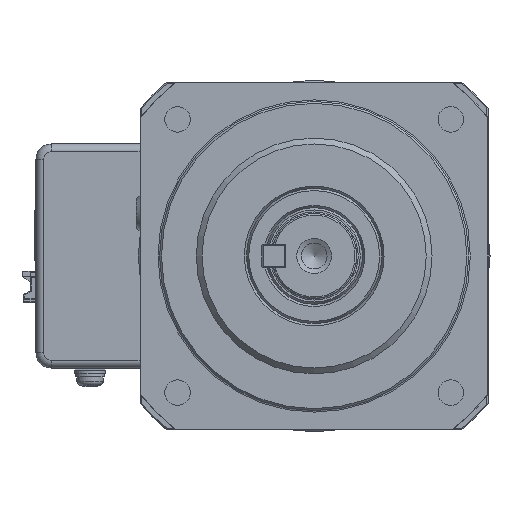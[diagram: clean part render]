
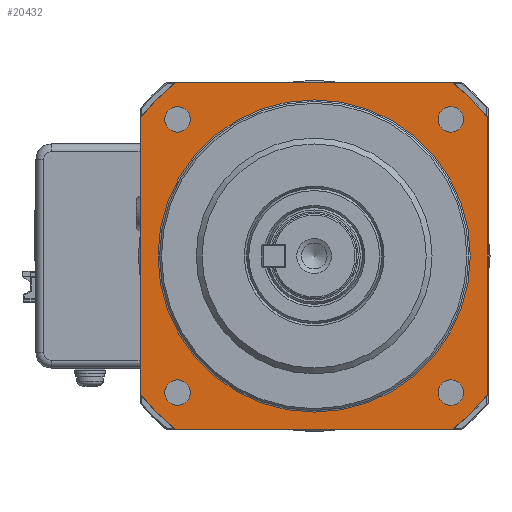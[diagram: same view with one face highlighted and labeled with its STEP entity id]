
A CAD part, left-side view. The second image highlights one B-rep face of the part: STEP entity #20432.
In plain terms, the highlighted face is planar.
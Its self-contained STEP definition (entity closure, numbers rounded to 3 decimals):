
#3602 = VERTEX_POINT ( 'NONE', #16458 ) ;
#4163 = VERTEX_POINT ( 'NONE', #75587 ) ;
#8649 = CARTESIAN_POINT ( 'NONE',  ( -44.9, -49.39, 0. ) ) ;
#10262 = LINE ( 'NONE', #8649, #96333 ) ;
#11994 = ORIENTED_EDGE ( 'NONE', *, *, #133042, .T. ) ;
#13504 = CARTESIAN_POINT ( 'NONE',  ( -35.355, -35.355, 0. ) ) ;
#13551 = EDGE_LOOP ( 'NONE', ( #115159 ) ) ;
#14080 = AXIS2_PLACEMENT_3D ( 'NONE', #84577, #124881, #151419 ) ;
#14983 = LINE ( 'NONE', #30603, #60193 ) ;
#15660 = ORIENTED_EDGE ( 'NONE', *, *, #136546, .T. ) ;
#16458 = CARTESIAN_POINT ( 'NONE',  ( 35.76, 44.9, 0. ) ) ;
#18410 = FACE_OUTER_BOUND ( 'NONE', #133522, .T. ) ;
#19109 = VERTEX_POINT ( 'NONE', #91202 ) ;
#19570 = DIRECTION ( 'NONE',  ( 0., 0., 1. ) ) ;
#20432 = ADVANCED_FACE ( 'NONE', ( #104478, #18410, #175533, #147507, #149769, #132504 ), #54757, .T. ) ;
#22601 = CARTESIAN_POINT ( 'NONE',  ( 0., 0., 0. ) ) ;
#23281 = CARTESIAN_POINT ( 'NONE',  ( 38.655, -35.355, 0. ) ) ;
#23392 = CARTESIAN_POINT ( 'NONE',  ( 35.355, -35.355, 0. ) ) ;
#23630 = DIRECTION ( 'NONE',  ( 0., 1., 0. ) ) ;
#26379 = CIRCLE ( 'NONE', #92779, 3.3 ) ;
#30603 = CARTESIAN_POINT ( 'NONE',  ( -49.39, -44.9, 0. ) ) ;
#30999 = CARTESIAN_POINT ( 'NONE',  ( -35.355, 35.355, 0. ) ) ;
#36412 = DIRECTION ( 'NONE',  ( 1., 0., 0. ) ) ;
#37133 = CIRCLE ( 'NONE', #40969, 57.4 ) ;
#37230 = DIRECTION ( 'NONE',  ( 0., 0., 1. ) ) ;
#40439 = CARTESIAN_POINT ( 'NONE',  ( -44.9, -35.76, 0. ) ) ;
#40904 = DIRECTION ( 'NONE',  ( 1., 0., 0. ) ) ;
#40969 = AXIS2_PLACEMENT_3D ( 'NONE', #136323, #150086, #123004 ) ;
#41436 = VERTEX_POINT ( 'NONE', #113761 ) ;
#42211 = EDGE_LOOP ( 'NONE', ( #126563 ) ) ;
#44666 = EDGE_CURVE ( 'NONE', #3602, #77519, #82866, .T. ) ;
#44877 = DIRECTION ( 'NONE',  ( 1., 0., 0. ) ) ;
#44908 = DIRECTION ( 'NONE',  ( 0., 0., -1. ) ) ;
#47260 = LINE ( 'NONE', #124023, #159111 ) ;
#49328 = AXIS2_PLACEMENT_3D ( 'NONE', #96774, #67982, #40904 ) ;
#50562 = EDGE_CURVE ( 'NONE', #103889, #143132, #115484, .T. ) ;
#52100 = VERTEX_POINT ( 'NONE', #40439 ) ;
#53826 = DIRECTION ( 'NONE',  ( 0., 0., 1. ) ) ;
#54757 = PLANE ( 'NONE',  #49328 ) ;
#55949 = CIRCLE ( 'NONE', #14080, 57.4 ) ;
#56620 = EDGE_CURVE ( 'NONE', #41436, #52100, #10262, .T. ) ;
#58165 = AXIS2_PLACEMENT_3D ( 'NONE', #23392, #37230, #161131 ) ;
#60029 = VERTEX_POINT ( 'NONE', #23281 ) ;
#60193 = VECTOR ( 'NONE', #140690, 1000. ) ;
#61086 = CARTESIAN_POINT ( 'NONE',  ( 35.355, 35.355, 0. ) ) ;
#61400 = AXIS2_PLACEMENT_3D ( 'NONE', #74911, #44908, #141132 ) ;
#61627 = EDGE_CURVE ( 'NONE', #77519, #41436, #55949, .T. ) ;
#62271 = VERTEX_POINT ( 'NONE', #153296 ) ;
#63795 = EDGE_LOOP ( 'NONE', ( #146457 ) ) ;
#67982 = DIRECTION ( 'NONE',  ( 0., 0., 1. ) ) ;
#72427 = VERTEX_POINT ( 'NONE', #136557 ) ;
#74911 = CARTESIAN_POINT ( 'NONE',  ( 0., 0., 0. ) ) ;
#75587 = CARTESIAN_POINT ( 'NONE',  ( 40.4, 0., 0. ) ) ;
#77519 = VERTEX_POINT ( 'NONE', #176765 ) ;
#77934 = VERTEX_POINT ( 'NONE', #95281 ) ;
#81293 = DIRECTION ( 'NONE',  ( 0., 0., 1. ) ) ;
#82866 = LINE ( 'NONE', #177244, #102191 ) ;
#84577 = CARTESIAN_POINT ( 'NONE',  ( 0., 0., 0. ) ) ;
#85459 = EDGE_CURVE ( 'NONE', #52100, #77934, #37133, .T. ) ;
#85602 = CARTESIAN_POINT ( 'NONE',  ( 35.76, -44.9, 0. ) ) ;
#87106 = CIRCLE ( 'NONE', #122872, 3.3 ) ;
#89031 = ORIENTED_EDGE ( 'NONE', *, *, #61627, .T. ) ;
#91202 = CARTESIAN_POINT ( 'NONE',  ( -32.055, -35.355, 0. ) ) ;
#92779 = AXIS2_PLACEMENT_3D ( 'NONE', #13504, #53826, #177716 ) ;
#93332 = AXIS2_PLACEMENT_3D ( 'NONE', #22601, #104929, #36412 ) ;
#93827 = EDGE_LOOP ( 'NONE', ( #11994 ) ) ;
#95281 = CARTESIAN_POINT ( 'NONE',  ( -35.76, -44.9, 0. ) ) ;
#95733 = CARTESIAN_POINT ( 'NONE',  ( 0., 0., 0. ) ) ;
#96333 = VECTOR ( 'NONE', #104772, 1000. ) ;
#96774 = CARTESIAN_POINT ( 'NONE',  ( -49.39, -49.39, 0. ) ) ;
#99951 = ORIENTED_EDGE ( 'NONE', *, *, #44666, .T. ) ;
#100204 = EDGE_CURVE ( 'NONE', #62271, #62271, #120271, .T. ) ;
#102191 = VECTOR ( 'NONE', #148938, 1000. ) ;
#103889 = VERTEX_POINT ( 'NONE', #85602 ) ;
#104478 = FACE_BOUND ( 'NONE', #93827, .T. ) ;
#104772 = DIRECTION ( 'NONE',  ( 0., -1., 0. ) ) ;
#104929 = DIRECTION ( 'NONE',  ( 0., 0., 1. ) ) ;
#105022 = CARTESIAN_POINT ( 'NONE',  ( 38.655, 35.355, 0. ) ) ;
#107159 = CIRCLE ( 'NONE', #61400, 40.4 ) ;
#109558 = DIRECTION ( 'NONE',  ( 1., 0., 0. ) ) ;
#109772 = ORIENTED_EDGE ( 'NONE', *, *, #50562, .T. ) ;
#110342 = ORIENTED_EDGE ( 'NONE', *, *, #166804, .T. ) ;
#112996 = EDGE_LOOP ( 'NONE', ( #161312 ) ) ;
#113761 = CARTESIAN_POINT ( 'NONE',  ( -44.9, 35.76, 0. ) ) ;
#115159 = ORIENTED_EDGE ( 'NONE', *, *, #100204, .F. ) ;
#115484 = CIRCLE ( 'NONE', #93332, 57.4 ) ;
#120271 = CIRCLE ( 'NONE', #174342, 3.3 ) ;
#122872 = AXIS2_PLACEMENT_3D ( 'NONE', #61086, #19570, #157299 ) ;
#123004 = DIRECTION ( 'NONE',  ( 1., 0., 0. ) ) ;
#124023 = CARTESIAN_POINT ( 'NONE',  ( 44.9, -49.39, 0. ) ) ;
#124510 = VERTEX_POINT ( 'NONE', #105022 ) ;
#124881 = DIRECTION ( 'NONE',  ( 0., 0., 1. ) ) ;
#126233 = ORIENTED_EDGE ( 'NONE', *, *, #56620, .T. ) ;
#126563 = ORIENTED_EDGE ( 'NONE', *, *, #154240, .F. ) ;
#127254 = DIRECTION ( 'NONE',  ( 0., 0., 1. ) ) ;
#132504 = FACE_BOUND ( 'NONE', #13551, .T. ) ;
#133042 = EDGE_CURVE ( 'NONE', #4163, #4163, #107159, .T. ) ;
#133415 = CIRCLE ( 'NONE', #58165, 3.3 ) ;
#133522 = EDGE_LOOP ( 'NONE', ( #15660, #99951, #89031, #126233, #155263, #173141, #109772, #110342 ) ) ;
#136323 = CARTESIAN_POINT ( 'NONE',  ( 0., 0., 0. ) ) ;
#136546 = EDGE_CURVE ( 'NONE', #72427, #3602, #138299, .T. ) ;
#136557 = CARTESIAN_POINT ( 'NONE',  ( 44.9, 35.76, 0. ) ) ;
#138299 = CIRCLE ( 'NONE', #152789, 57.4 ) ;
#140690 = DIRECTION ( 'NONE',  ( 1., 0., 0. ) ) ;
#141132 = DIRECTION ( 'NONE',  ( 1., 0., 0. ) ) ;
#143132 = VERTEX_POINT ( 'NONE', #175152 ) ;
#146457 = ORIENTED_EDGE ( 'NONE', *, *, #169535, .F. ) ;
#147507 = FACE_BOUND ( 'NONE', #42211, .T. ) ;
#148938 = DIRECTION ( 'NONE',  ( -1., 0., 0. ) ) ;
#149769 = FACE_BOUND ( 'NONE', #112996, .T. ) ;
#150086 = DIRECTION ( 'NONE',  ( 0., 0., 1. ) ) ;
#151419 = DIRECTION ( 'NONE',  ( 1., 0., 0. ) ) ;
#152789 = AXIS2_PLACEMENT_3D ( 'NONE', #95733, #81293, #109558 ) ;
#153296 = CARTESIAN_POINT ( 'NONE',  ( -32.055, 35.355, 0. ) ) ;
#154240 = EDGE_CURVE ( 'NONE', #60029, #60029, #133415, .T. ) ;
#155263 = ORIENTED_EDGE ( 'NONE', *, *, #85459, .T. ) ;
#157299 = DIRECTION ( 'NONE',  ( 1., 0., 0. ) ) ;
#159111 = VECTOR ( 'NONE', #23630, 1000. ) ;
#161131 = DIRECTION ( 'NONE',  ( 1., 0., 0. ) ) ;
#161312 = ORIENTED_EDGE ( 'NONE', *, *, #178003, .F. ) ;
#166804 = EDGE_CURVE ( 'NONE', #143132, #72427, #47260, .T. ) ;
#169535 = EDGE_CURVE ( 'NONE', #124510, #124510, #87106, .T. ) ;
#173038 = EDGE_CURVE ( 'NONE', #77934, #103889, #14983, .T. ) ;
#173141 = ORIENTED_EDGE ( 'NONE', *, *, #173038, .T. ) ;
#174342 = AXIS2_PLACEMENT_3D ( 'NONE', #30999, #127254, #44877 ) ;
#175152 = CARTESIAN_POINT ( 'NONE',  ( 44.9, -35.76, 0. ) ) ;
#175533 = FACE_BOUND ( 'NONE', #63795, .T. ) ;
#176765 = CARTESIAN_POINT ( 'NONE',  ( -35.76, 44.9, 0. ) ) ;
#177244 = CARTESIAN_POINT ( 'NONE',  ( -49.39, 44.9, 0. ) ) ;
#177716 = DIRECTION ( 'NONE',  ( 1., 0., 0. ) ) ;
#178003 = EDGE_CURVE ( 'NONE', #19109, #19109, #26379, .T. ) ;
